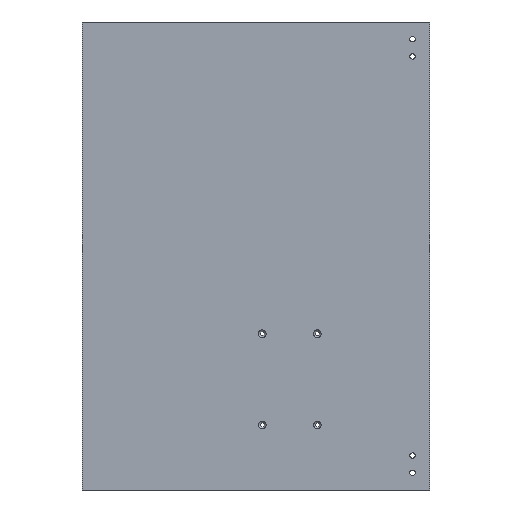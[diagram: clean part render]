
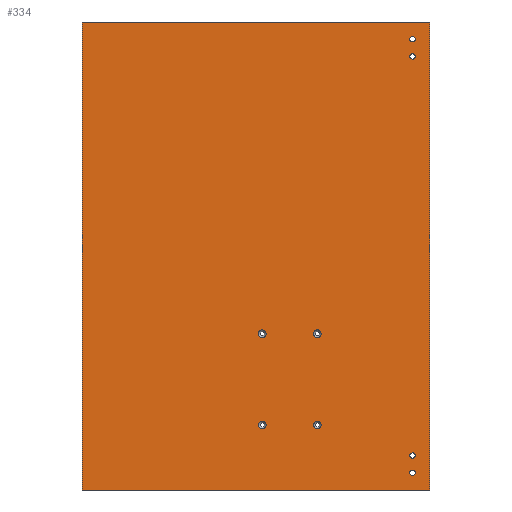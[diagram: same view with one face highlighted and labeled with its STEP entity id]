
A CAD part, front view. The second image highlights one B-rep face of the part: STEP entity #334.
In plain terms, the highlighted planar face has unit normal (0, -1, 0).
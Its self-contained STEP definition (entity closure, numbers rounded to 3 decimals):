
#15=FACE_BOUND('',#65,.T.);
#16=FACE_BOUND('',#66,.T.);
#17=FACE_BOUND('',#67,.T.);
#18=FACE_BOUND('',#68,.T.);
#19=FACE_BOUND('',#69,.T.);
#20=FACE_BOUND('',#70,.T.);
#21=FACE_BOUND('',#71,.T.);
#22=FACE_BOUND('',#72,.T.);
#31=PLANE('',#376);
#46=FACE_OUTER_BOUND('',#64,.T.);
#64=EDGE_LOOP('',(#253,#254,#255,#256));
#65=EDGE_LOOP('',(#257));
#66=EDGE_LOOP('',(#258));
#67=EDGE_LOOP('',(#259));
#68=EDGE_LOOP('',(#260));
#69=EDGE_LOOP('',(#261));
#70=EDGE_LOOP('',(#262));
#71=EDGE_LOOP('',(#263));
#72=EDGE_LOOP('',(#264));
#98=LINE('',#535,#122);
#99=LINE('',#537,#123);
#100=LINE('',#539,#124);
#101=LINE('',#540,#125);
#122=VECTOR('',#438,10.);
#123=VECTOR('',#439,10.);
#124=VECTOR('',#440,10.);
#125=VECTOR('',#441,10.);
#142=CIRCLE('',#363,1.6);
#144=CIRCLE('',#366,1.6);
#146=CIRCLE('',#369,1.6);
#148=CIRCLE('',#372,1.6);
#149=CIRCLE('',#374,2.25);
#151=CIRCLE('',#377,2.25);
#152=CIRCLE('',#378,2.25);
#153=CIRCLE('',#379,2.25);
#162=VERTEX_POINT('',#505);
#164=VERTEX_POINT('',#511);
#166=VERTEX_POINT('',#517);
#168=VERTEX_POINT('',#523);
#169=VERTEX_POINT('',#527);
#171=VERTEX_POINT('',#533);
#172=VERTEX_POINT('',#534);
#173=VERTEX_POINT('',#536);
#174=VERTEX_POINT('',#538);
#175=VERTEX_POINT('',#541);
#176=VERTEX_POINT('',#543);
#177=VERTEX_POINT('',#545);
#191=EDGE_CURVE('',#162,#162,#142,.T.);
#194=EDGE_CURVE('',#164,#164,#144,.T.);
#197=EDGE_CURVE('',#166,#166,#146,.T.);
#200=EDGE_CURVE('',#168,#168,#148,.T.);
#201=EDGE_CURVE('',#169,#169,#149,.T.);
#204=EDGE_CURVE('',#171,#172,#98,.T.);
#205=EDGE_CURVE('',#172,#173,#99,.T.);
#206=EDGE_CURVE('',#173,#174,#100,.T.);
#207=EDGE_CURVE('',#174,#171,#101,.T.);
#208=EDGE_CURVE('',#175,#175,#151,.T.);
#209=EDGE_CURVE('',#176,#176,#152,.T.);
#210=EDGE_CURVE('',#177,#177,#153,.T.);
#253=ORIENTED_EDGE('',*,*,#204,.T.);
#254=ORIENTED_EDGE('',*,*,#205,.T.);
#255=ORIENTED_EDGE('',*,*,#206,.T.);
#256=ORIENTED_EDGE('',*,*,#207,.T.);
#257=ORIENTED_EDGE('',*,*,#191,.T.);
#258=ORIENTED_EDGE('',*,*,#194,.T.);
#259=ORIENTED_EDGE('',*,*,#197,.T.);
#260=ORIENTED_EDGE('',*,*,#200,.T.);
#261=ORIENTED_EDGE('',*,*,#208,.F.);
#262=ORIENTED_EDGE('',*,*,#209,.F.);
#263=ORIENTED_EDGE('',*,*,#210,.F.);
#264=ORIENTED_EDGE('',*,*,#201,.F.);
#334=ADVANCED_FACE('',(#46,#15,#16,#17,#18,#19,#20,#21,#22),#31,.T.);
#363=AXIS2_PLACEMENT_3D('',#507,#406,#407);
#366=AXIS2_PLACEMENT_3D('',#513,#413,#414);
#369=AXIS2_PLACEMENT_3D('',#519,#420,#421);
#372=AXIS2_PLACEMENT_3D('',#525,#427,#428);
#374=AXIS2_PLACEMENT_3D('',#528,#431,#432);
#376=AXIS2_PLACEMENT_3D('',#532,#436,#437);
#377=AXIS2_PLACEMENT_3D('',#542,#442,#443);
#378=AXIS2_PLACEMENT_3D('',#544,#444,#445);
#379=AXIS2_PLACEMENT_3D('',#546,#446,#447);
#406=DIRECTION('center_axis',(0.,1.,0.));
#407=DIRECTION('ref_axis',(-1.,0.,0.));
#413=DIRECTION('center_axis',(0.,1.,0.));
#414=DIRECTION('ref_axis',(-1.,0.,0.));
#420=DIRECTION('center_axis',(0.,1.,0.));
#421=DIRECTION('ref_axis',(-1.,0.,0.));
#427=DIRECTION('center_axis',(0.,1.,0.));
#428=DIRECTION('ref_axis',(-1.,0.,0.));
#431=DIRECTION('center_axis',(0.,-1.,0.));
#432=DIRECTION('ref_axis',(1.,0.,0.));
#436=DIRECTION('center_axis',(0.,-1.,0.));
#437=DIRECTION('ref_axis',(0.,0.,-1.));
#438=DIRECTION('',(1.,0.,0.));
#439=DIRECTION('',(0.,0.,1.));
#440=DIRECTION('',(-1.,0.,0.));
#441=DIRECTION('',(0.,0.,-1.));
#442=DIRECTION('center_axis',(0.,-1.,0.));
#443=DIRECTION('ref_axis',(1.,0.,0.));
#444=DIRECTION('center_axis',(0.,-1.,0.));
#445=DIRECTION('ref_axis',(1.,0.,0.));
#446=DIRECTION('center_axis',(0.,-1.,0.));
#447=DIRECTION('ref_axis',(1.,0.,0.));
#505=CARTESIAN_POINT('',(92.6,-2.,-116.));
#507=CARTESIAN_POINT('Origin',(91.,-2.,-116.));
#511=CARTESIAN_POINT('',(92.6,-2.,116.));
#513=CARTESIAN_POINT('Origin',(91.,-2.,116.));
#517=CARTESIAN_POINT('',(92.6,-2.,-126.));
#519=CARTESIAN_POINT('Origin',(91.,-2.,-126.));
#523=CARTESIAN_POINT('',(92.6,-2.,126.));
#525=CARTESIAN_POINT('Origin',(91.,-2.,126.));
#527=CARTESIAN_POINT('',(33.41,-2.,-45.16));
#528=CARTESIAN_POINT('Origin',(35.66,-2.,-45.16));
#532=CARTESIAN_POINT('Origin',(0.,-2.,0.));
#533=CARTESIAN_POINT('',(-101.,-2.,-136.));
#534=CARTESIAN_POINT('',(101.,-2.,-136.));
#535=CARTESIAN_POINT('',(-101.,-2.,-136.));
#536=CARTESIAN_POINT('',(101.,-2.,136.));
#537=CARTESIAN_POINT('',(101.,-2.,-136.));
#538=CARTESIAN_POINT('',(-101.,-2.,136.));
#539=CARTESIAN_POINT('',(101.,-2.,136.));
#540=CARTESIAN_POINT('',(-101.,-2.,136.));
#541=CARTESIAN_POINT('',(1.41,-2.,-45.16));
#542=CARTESIAN_POINT('Origin',(3.66,-2.,-45.16));
#543=CARTESIAN_POINT('',(33.41,-2.,-98.222));
#544=CARTESIAN_POINT('Origin',(35.66,-2.,-98.222));
#545=CARTESIAN_POINT('',(1.41,-2.,-98.222));
#546=CARTESIAN_POINT('Origin',(3.66,-2.,-98.222));
